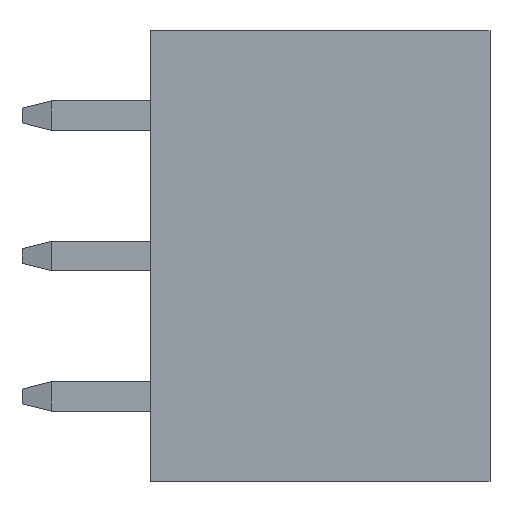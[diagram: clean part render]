
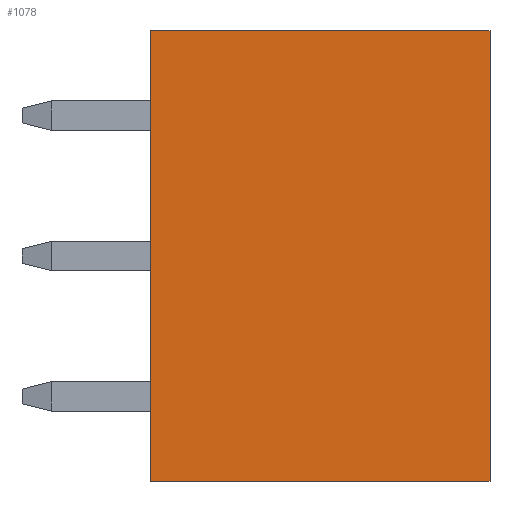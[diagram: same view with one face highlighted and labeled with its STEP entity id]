
A CAD part, left-side view. The second image highlights one B-rep face of the part: STEP entity #1078.
In plain terms, the highlighted planar face has unit normal (-1, 0, 0).
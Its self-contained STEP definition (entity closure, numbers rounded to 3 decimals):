
#147 = EDGE_CURVE('',#148,#150,#152,.T.);
#148 = VERTEX_POINT('',#149);
#149 = CARTESIAN_POINT('',(3.5,9.,9.13));
#150 = VERTEX_POINT('',#151);
#151 = CARTESIAN_POINT('',(3.5,9.,21.35));
#152 = LINE('',#153,#154);
#153 = CARTESIAN_POINT('',(3.5,9.,-9.92));
#154 = VECTOR('',#155,1.);
#155 = DIRECTION('',(0.,0.,1.));
#787 = VERTEX_POINT('',#788);
#788 = CARTESIAN_POINT('',(3.5,18.2,21.35));
#794 = EDGE_CURVE('',#787,#150,#795,.T.);
#795 = LINE('',#796,#797);
#796 = CARTESIAN_POINT('',(3.5,18.2,21.35));
#797 = VECTOR('',#798,1.);
#798 = DIRECTION('',(0.,-1.,0.));
#902 = VERTEX_POINT('',#903);
#903 = CARTESIAN_POINT('',(3.5,18.2,9.13));
#909 = EDGE_CURVE('',#902,#787,#910,.T.);
#910 = LINE('',#911,#912);
#911 = CARTESIAN_POINT('',(3.5,18.2,-9.92));
#912 = VECTOR('',#913,1.);
#913 = DIRECTION('',(0.,0.,1.));
#1078 = ADVANCED_FACE('',(#1079),#1090,.T.);
#1079 = FACE_BOUND('',#1080,.T.);
#1080 = EDGE_LOOP('',(#1081,#1082,#1088,#1089));
#1081 = ORIENTED_EDGE('',*,*,#909,.F.);
#1082 = ORIENTED_EDGE('',*,*,#1083,.T.);
#1083 = EDGE_CURVE('',#902,#148,#1084,.T.);
#1084 = LINE('',#1085,#1086);
#1085 = CARTESIAN_POINT('',(3.5,18.2,9.13));
#1086 = VECTOR('',#1087,1.);
#1087 = DIRECTION('',(0.,-1.,0.));
#1088 = ORIENTED_EDGE('',*,*,#147,.T.);
#1089 = ORIENTED_EDGE('',*,*,#794,.F.);
#1090 = PLANE('',#1091);
#1091 = AXIS2_PLACEMENT_3D('',#1092,#1093,#1094);
#1092 = CARTESIAN_POINT('',(3.5,18.2,-9.92));
#1093 = DIRECTION('',(-1.,0.,0.));
#1094 = DIRECTION('',(0.,0.,1.));
